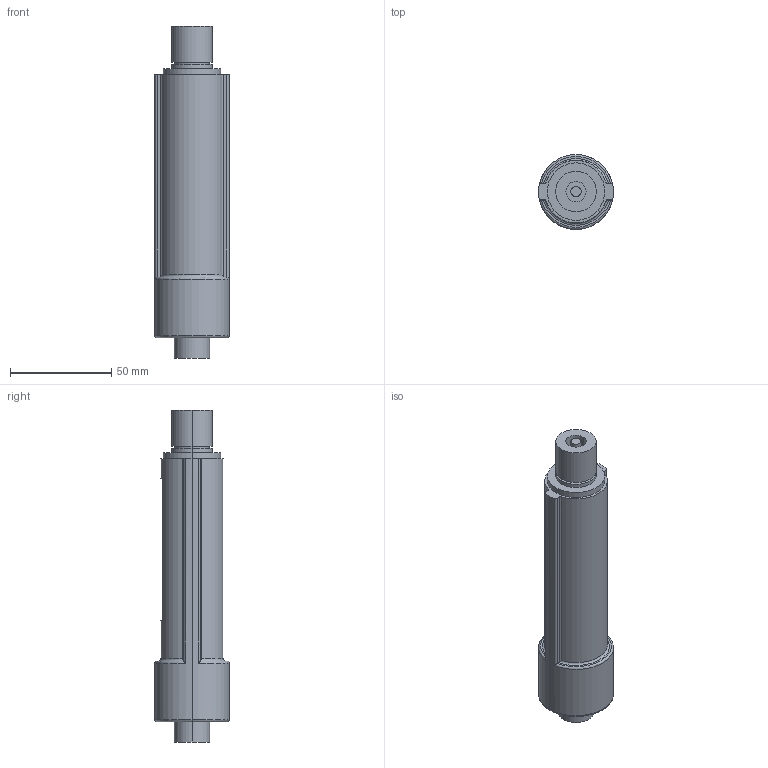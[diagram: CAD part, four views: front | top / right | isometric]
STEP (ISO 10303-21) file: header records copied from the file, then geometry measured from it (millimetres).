
FILE_DESCRIPTION (( 'STEP AP214' ), '1' );
FILE_NAME ('User Library-Bullet 2hp Ubiquiti.STEP', '2021-07-20T16:20:02', ( '' ), ( '' ), 'SwSTEP 2.0', 'SolidWorks 2021', '' );
FILE_SCHEMA (( 'AUTOMOTIVE_DESIGN' ));
Length unit declared in the file: millimetre
Products named in the file (1): User Library-Bullet 2hp Ubiquiti
Bounding box: 37 x 37 x 164 mm (x, y, z)
Volume: 119875.1 mm3; surface area: 20241.7 mm2
Topology: 1 solids, 1 shells, 62 faces, 157 edges, 113 vertices
Faces by surface type: cylinder 28, plane 28, torus 6
Entity records: 2142 total; most frequent: CARTESIAN_POINT 429, DIRECTION 329, ORIENTED_EDGE 314, EDGE_CURVE 157, AXIS2_PLACEMENT_3D 125, VERTEX_POINT 113, LINE 79, VECTOR 79
